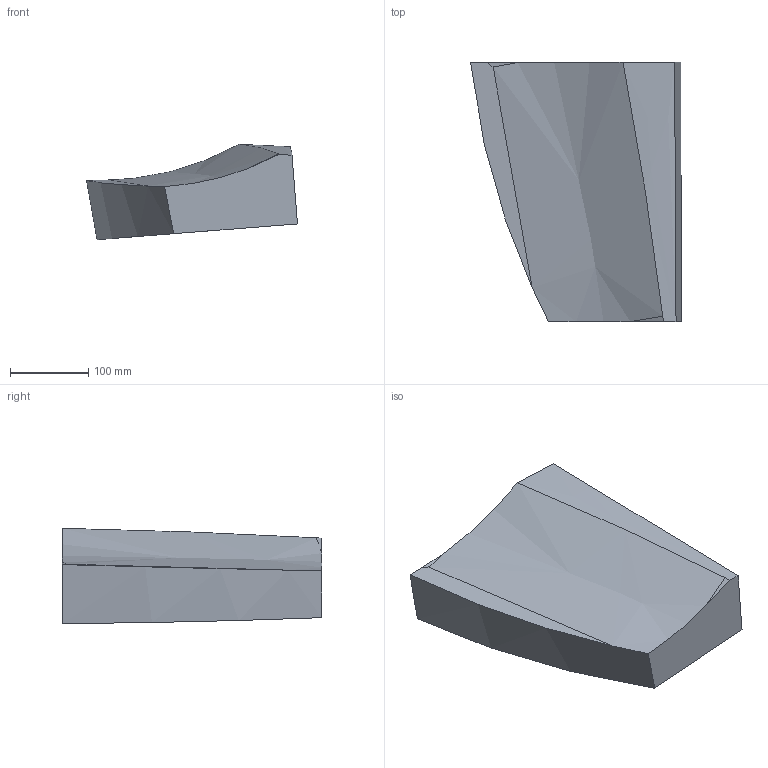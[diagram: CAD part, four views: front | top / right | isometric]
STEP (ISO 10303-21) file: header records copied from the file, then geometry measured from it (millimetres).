
FILE_DESCRIPTION(('CATIA V5 STEP Exchange','CAx-IF Rec.Pracs.--- Model Styling and Organization---1.2---2011-12-15'),'2;1');
FILE_NAME('Entformbarkeit der inneren roten schrsrgflaeche mit schieber.stp','2018-01-26T13:28:43+00:00',('${USERPROFILE}'),('VCC_SUPPLIER'),'CATIA Version 5-6 Release 2014 SP4 HF35','CATIA V5 STEP AP214 Edition 3','none');
FILE_SCHEMA(('AUTOMOTIVE_DESIGN { 1 0 10303 214 3 1 1 1 }'));
Length unit declared in the file: millimetre
Products named in the file (1): Entformbarkeit der inneren roten schrägfläche mit schieber 
Bounding box: 270.02 x 332.5 x 122.09 mm (x, y, z)
Volume: 328472.3 mm3; surface area: 330340 mm2
Topology: 1 solids, 1 shells, 23 faces, 61 edges, 43 vertices
Faces by surface type: bspline 14, plane 9
Entity records: 2175 total; most frequent: CARTESIAN_POINT 1673, ORIENTED_EDGE 120, EDGE_CURVE 60, B_SPLINE_CURVE_WITH_KNOTS 46, VERTEX_POINT 40, DIRECTION 37, EDGE_LOOP 24, ADVANCED_FACE 23
